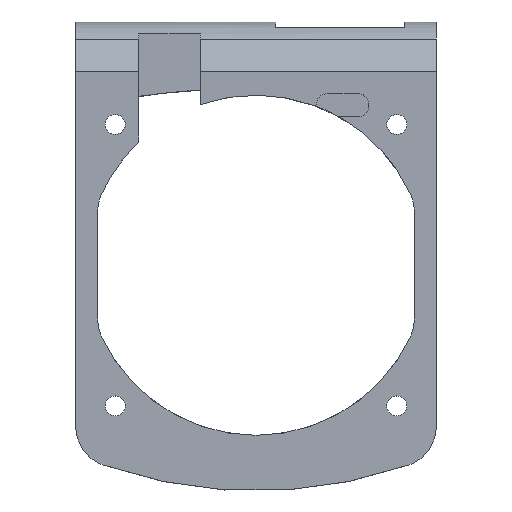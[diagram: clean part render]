
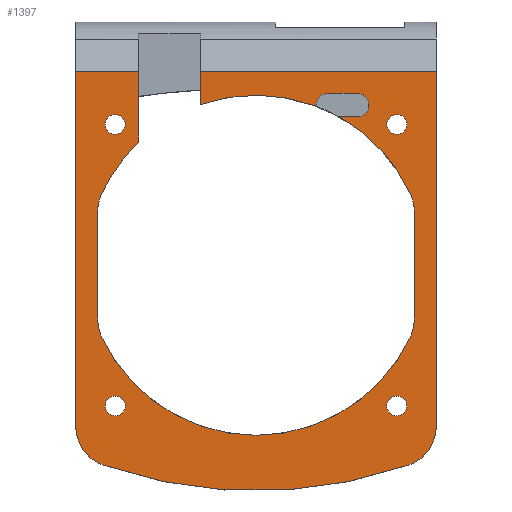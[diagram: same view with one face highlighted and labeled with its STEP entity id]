
A CAD part, top view. The second image highlights one B-rep face of the part: STEP entity #1397.
In plain terms, the highlighted planar face has unit normal (0, 0, 1).
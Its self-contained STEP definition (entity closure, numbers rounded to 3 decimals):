
#725 = EDGE_CURVE('',#726,#728,#730,.T.);
#726 = VERTEX_POINT('',#727);
#727 = CARTESIAN_POINT('',(-30.75,-27.47,0.));
#728 = VERTEX_POINT('',#729);
#729 = CARTESIAN_POINT('',(-30.75,33.1,0.));
#730 = LINE('',#731,#732);
#731 = CARTESIAN_POINT('',(-30.75,-27.47,0.));
#732 = VECTOR('',#733,1.);
#733 = DIRECTION('',(0.,1.,0.));
#907 = EDGE_CURVE('',#728,#908,#910,.T.);
#908 = VERTEX_POINT('',#909);
#909 = CARTESIAN_POINT('',(-20.,33.1,0.));
#910 = LINE('',#911,#912);
#911 = CARTESIAN_POINT('',(-30.75,33.1,0.));
#912 = VECTOR('',#913,1.);
#913 = DIRECTION('',(1.,0.,0.));
#933 = VERTEX_POINT('',#934);
#934 = CARTESIAN_POINT('',(-20.,21.,
    0.));
#940 = EDGE_CURVE('',#933,#908,#941,.T.);
#941 = LINE('',#942,#943);
#942 = CARTESIAN_POINT('',(-20.,0.,0.));
#943 = VECTOR('',#944,1.);
#944 = DIRECTION('',(0.,1.,0.));
#1014 = VERTEX_POINT('',#1015);
#1015 = CARTESIAN_POINT('',(-9.5,33.1,0.));
#1021 = EDGE_CURVE('',#1022,#1014,#1024,.T.);
#1022 = VERTEX_POINT('',#1023);
#1023 = CARTESIAN_POINT('',(-9.5,27.4,0.));
#1024 = LINE('',#1025,#1026);
#1025 = CARTESIAN_POINT('',(-9.5,0.,0.));
#1026 = VECTOR('',#1027,1.);
#1027 = DIRECTION('',(0.,1.,0.));
#1052 = EDGE_CURVE('',#1014,#1053,#1055,.T.);
#1053 = VERTEX_POINT('',#1054);
#1054 = CARTESIAN_POINT('',(30.75,33.1,0.));
#1055 = LINE('',#1056,#1057);
#1056 = CARTESIAN_POINT('',(-30.75,33.1,0.));
#1057 = VECTOR('',#1058,1.);
#1058 = DIRECTION('',(1.,0.,0.));
#1075 = EDGE_CURVE('',#1076,#1053,#1078,.T.);
#1076 = VERTEX_POINT('',#1077);
#1077 = CARTESIAN_POINT('',(30.75,-27.47,0.));
#1078 = LINE('',#1079,#1080);
#1079 = CARTESIAN_POINT('',(30.75,-27.47,0.));
#1080 = VECTOR('',#1081,1.);
#1081 = DIRECTION('',(0.,1.,0.));
#1397 = ADVANCED_FACE('',(#1398,#1551,#1562,#1573,#1584),#1595,.T.);
#1398 = FACE_BOUND('',#1399,.T.);
#1399 = EDGE_LOOP('',(#1400,#1401,#1410,#1419,#1426,#1427,#1428,#1429,
    #1438,#1447,#1455,#1464,#1472,#1481,#1490,#1498,#1507,#1516,#1525,
    #1533,#1542,#1549,#1550));
#1400 = ORIENTED_EDGE('',*,*,#725,.F.);
#1401 = ORIENTED_EDGE('',*,*,#1402,.T.);
#1402 = EDGE_CURVE('',#726,#1403,#1405,.T.);
#1403 = VERTEX_POINT('',#1404);
#1404 = CARTESIAN_POINT('',(-26.059,-34.078,0.));
#1405 = CIRCLE('',#1406,7.);
#1406 = AXIS2_PLACEMENT_3D('',#1407,#1408,#1409);
#1407 = CARTESIAN_POINT('',(-23.75,-27.47,0.));
#1408 = DIRECTION('',(0.,0.,1.));
#1409 = DIRECTION('',(1.,0.,0.));
#1410 = ORIENTED_EDGE('',*,*,#1411,.T.);
#1411 = EDGE_CURVE('',#1403,#1412,#1414,.T.);
#1412 = VERTEX_POINT('',#1413);
#1413 = CARTESIAN_POINT('',(26.059,-34.078,0.));
#1414 = CIRCLE('',#1415,79.);
#1415 = AXIS2_PLACEMENT_3D('',#1416,#1417,#1418);
#1416 = CARTESIAN_POINT('',(0.,40.5,0.));
#1417 = DIRECTION('',(0.,0.,1.));
#1418 = DIRECTION('',(1.,0.,0.));
#1419 = ORIENTED_EDGE('',*,*,#1420,.T.);
#1420 = EDGE_CURVE('',#1412,#1076,#1421,.T.);
#1421 = CIRCLE('',#1422,7.);
#1422 = AXIS2_PLACEMENT_3D('',#1423,#1424,#1425);
#1423 = CARTESIAN_POINT('',(23.75,-27.47,0.));
#1424 = DIRECTION('',(0.,0.,1.));
#1425 = DIRECTION('',(1.,0.,0.));
#1426 = ORIENTED_EDGE('',*,*,#1075,.T.);
#1427 = ORIENTED_EDGE('',*,*,#1052,.F.);
#1428 = ORIENTED_EDGE('',*,*,#1021,.F.);
#1429 = ORIENTED_EDGE('',*,*,#1430,.F.);
#1430 = EDGE_CURVE('',#1431,#1022,#1433,.T.);
#1431 = VERTEX_POINT('',#1432);
#1432 = CARTESIAN_POINT('',(10.258,27.125,
    0.));
#1433 = CIRCLE('',#1434,29.);
#1434 = AXIS2_PLACEMENT_3D('',#1435,#1436,#1437);
#1435 = CARTESIAN_POINT('',(0.,0.,0.));
#1436 = DIRECTION('',(0.,0.,1.));
#1437 = DIRECTION('',(1.,0.,0.));
#1438 = ORIENTED_EDGE('',*,*,#1439,.T.);
#1439 = EDGE_CURVE('',#1431,#1440,#1442,.T.);
#1440 = VERTEX_POINT('',#1441);
#1441 = CARTESIAN_POINT('',(12.25,29.3,0.));
#1442 = CIRCLE('',#1443,2.);
#1443 = AXIS2_PLACEMENT_3D('',#1444,#1445,#1446);
#1444 = CARTESIAN_POINT('',(12.25,27.3,0.));
#1445 = DIRECTION('',(0.,0.,-1.));
#1446 = DIRECTION('',(-1.,0.,0.));
#1447 = ORIENTED_EDGE('',*,*,#1448,.T.);
#1448 = EDGE_CURVE('',#1440,#1449,#1451,.T.);
#1449 = VERTEX_POINT('',#1450);
#1450 = CARTESIAN_POINT('',(17.25,29.3,0.));
#1451 = LINE('',#1452,#1453);
#1452 = CARTESIAN_POINT('',(12.25,29.3,0.));
#1453 = VECTOR('',#1454,1.);
#1454 = DIRECTION('',(1.,0.,0.));
#1455 = ORIENTED_EDGE('',*,*,#1456,.T.);
#1456 = EDGE_CURVE('',#1449,#1457,#1459,.T.);
#1457 = VERTEX_POINT('',#1458);
#1458 = CARTESIAN_POINT('',(17.25,25.3,0.));
#1459 = CIRCLE('',#1460,2.);
#1460 = AXIS2_PLACEMENT_3D('',#1461,#1462,#1463);
#1461 = CARTESIAN_POINT('',(17.25,27.3,0.));
#1462 = DIRECTION('',(0.,0.,-1.));
#1463 = DIRECTION('',(-1.,0.,0.));
#1464 = ORIENTED_EDGE('',*,*,#1465,.T.);
#1465 = EDGE_CURVE('',#1457,#1466,#1468,.T.);
#1466 = VERTEX_POINT('',#1467);
#1467 = CARTESIAN_POINT('',(14.174,25.3,0.));
#1468 = LINE('',#1469,#1470);
#1469 = CARTESIAN_POINT('',(17.25,25.3,0.));
#1470 = VECTOR('',#1471,1.);
#1471 = DIRECTION('',(-1.,0.,0.));
#1472 = ORIENTED_EDGE('',*,*,#1473,.F.);
#1473 = EDGE_CURVE('',#1474,#1466,#1476,.T.);
#1474 = VERTEX_POINT('',#1475);
#1475 = CARTESIAN_POINT('',(26.364,12.081,0.));
#1476 = CIRCLE('',#1477,29.);
#1477 = AXIS2_PLACEMENT_3D('',#1478,#1479,#1480);
#1478 = CARTESIAN_POINT('',(0.,0.,0.));
#1479 = DIRECTION('',(0.,0.,1.));
#1480 = DIRECTION('',(1.,0.,0.));
#1481 = ORIENTED_EDGE('',*,*,#1482,.F.);
#1482 = EDGE_CURVE('',#1483,#1474,#1485,.T.);
#1483 = VERTEX_POINT('',#1484);
#1484 = CARTESIAN_POINT('',(27.,9.165,0.));
#1485 = CIRCLE('',#1486,7.);
#1486 = AXIS2_PLACEMENT_3D('',#1487,#1488,#1489);
#1487 = CARTESIAN_POINT('',(20.,9.165,0.));
#1488 = DIRECTION('',(0.,0.,1.));
#1489 = DIRECTION('',(1.,0.,0.));
#1490 = ORIENTED_EDGE('',*,*,#1491,.F.);
#1491 = EDGE_CURVE('',#1492,#1483,#1494,.T.);
#1492 = VERTEX_POINT('',#1493);
#1493 = CARTESIAN_POINT('',(27.,-9.165,0.));
#1494 = LINE('',#1495,#1496);
#1495 = CARTESIAN_POINT('',(27.,-9.165,0.));
#1496 = VECTOR('',#1497,1.);
#1497 = DIRECTION('',(0.,1.,0.));
#1498 = ORIENTED_EDGE('',*,*,#1499,.F.);
#1499 = EDGE_CURVE('',#1500,#1492,#1502,.T.);
#1500 = VERTEX_POINT('',#1501);
#1501 = CARTESIAN_POINT('',(26.364,-12.081,0.));
#1502 = CIRCLE('',#1503,7.);
#1503 = AXIS2_PLACEMENT_3D('',#1504,#1505,#1506);
#1504 = CARTESIAN_POINT('',(20.,-9.165,0.));
#1505 = DIRECTION('',(0.,0.,1.));
#1506 = DIRECTION('',(1.,0.,0.));
#1507 = ORIENTED_EDGE('',*,*,#1508,.F.);
#1508 = EDGE_CURVE('',#1509,#1500,#1511,.T.);
#1509 = VERTEX_POINT('',#1510);
#1510 = CARTESIAN_POINT('',(-26.364,-12.081,0.));
#1511 = CIRCLE('',#1512,29.);
#1512 = AXIS2_PLACEMENT_3D('',#1513,#1514,#1515);
#1513 = CARTESIAN_POINT('',(0.,0.,0.));
#1514 = DIRECTION('',(0.,0.,1.));
#1515 = DIRECTION('',(1.,0.,0.));
#1516 = ORIENTED_EDGE('',*,*,#1517,.F.);
#1517 = EDGE_CURVE('',#1518,#1509,#1520,.T.);
#1518 = VERTEX_POINT('',#1519);
#1519 = CARTESIAN_POINT('',(-27.,-9.165,0.));
#1520 = CIRCLE('',#1521,7.);
#1521 = AXIS2_PLACEMENT_3D('',#1522,#1523,#1524);
#1522 = CARTESIAN_POINT('',(-20.,-9.165,0.));
#1523 = DIRECTION('',(0.,0.,1.));
#1524 = DIRECTION('',(1.,0.,0.));
#1525 = ORIENTED_EDGE('',*,*,#1526,.F.);
#1526 = EDGE_CURVE('',#1527,#1518,#1529,.T.);
#1527 = VERTEX_POINT('',#1528);
#1528 = CARTESIAN_POINT('',(-27.,9.165,0.));
#1529 = LINE('',#1530,#1531);
#1530 = CARTESIAN_POINT('',(-27.,9.165,0.));
#1531 = VECTOR('',#1532,1.);
#1532 = DIRECTION('',(0.,-1.,0.));
#1533 = ORIENTED_EDGE('',*,*,#1534,.F.);
#1534 = EDGE_CURVE('',#1535,#1527,#1537,.T.);
#1535 = VERTEX_POINT('',#1536);
#1536 = CARTESIAN_POINT('',(-26.364,12.081,0.));
#1537 = CIRCLE('',#1538,7.);
#1538 = AXIS2_PLACEMENT_3D('',#1539,#1540,#1541);
#1539 = CARTESIAN_POINT('',(-20.,9.165,0.));
#1540 = DIRECTION('',(0.,0.,1.));
#1541 = DIRECTION('',(1.,0.,0.));
#1542 = ORIENTED_EDGE('',*,*,#1543,.F.);
#1543 = EDGE_CURVE('',#933,#1535,#1544,.T.);
#1544 = CIRCLE('',#1545,29.);
#1545 = AXIS2_PLACEMENT_3D('',#1546,#1547,#1548);
#1546 = CARTESIAN_POINT('',(0.,0.,0.));
#1547 = DIRECTION('',(0.,0.,1.));
#1548 = DIRECTION('',(1.,0.,0.));
#1549 = ORIENTED_EDGE('',*,*,#940,.T.);
#1550 = ORIENTED_EDGE('',*,*,#907,.F.);
#1551 = FACE_BOUND('',#1552,.T.);
#1552 = EDGE_LOOP('',(#1553));
#1553 = ORIENTED_EDGE('',*,*,#1554,.F.);
#1554 = EDGE_CURVE('',#1555,#1555,#1557,.T.);
#1555 = VERTEX_POINT('',#1556);
#1556 = CARTESIAN_POINT('',(-22.3,-24.,0.));
#1557 = CIRCLE('',#1558,1.7);
#1558 = AXIS2_PLACEMENT_3D('',#1559,#1560,#1561);
#1559 = CARTESIAN_POINT('',(-24.,-24.,0.));
#1560 = DIRECTION('',(0.,0.,1.));
#1561 = DIRECTION('',(1.,0.,0.));
#1562 = FACE_BOUND('',#1563,.T.);
#1563 = EDGE_LOOP('',(#1564));
#1564 = ORIENTED_EDGE('',*,*,#1565,.F.);
#1565 = EDGE_CURVE('',#1566,#1566,#1568,.T.);
#1566 = VERTEX_POINT('',#1567);
#1567 = CARTESIAN_POINT('',(22.3,-24.,0.));
#1568 = CIRCLE('',#1569,1.7);
#1569 = AXIS2_PLACEMENT_3D('',#1570,#1571,#1572);
#1570 = CARTESIAN_POINT('',(24.,-24.,0.));
#1571 = DIRECTION('',(0.,0.,1.));
#1572 = DIRECTION('',(-1.,0.,0.));
#1573 = FACE_BOUND('',#1574,.T.);
#1574 = EDGE_LOOP('',(#1575));
#1575 = ORIENTED_EDGE('',*,*,#1576,.F.);
#1576 = EDGE_CURVE('',#1577,#1577,#1579,.T.);
#1577 = VERTEX_POINT('',#1578);
#1578 = CARTESIAN_POINT('',(-22.3,24.,0.));
#1579 = CIRCLE('',#1580,1.7);
#1580 = AXIS2_PLACEMENT_3D('',#1581,#1582,#1583);
#1581 = CARTESIAN_POINT('',(-24.,24.,0.));
#1582 = DIRECTION('',(0.,0.,1.));
#1583 = DIRECTION('',(1.,0.,0.));
#1584 = FACE_BOUND('',#1585,.T.);
#1585 = EDGE_LOOP('',(#1586));
#1586 = ORIENTED_EDGE('',*,*,#1587,.F.);
#1587 = EDGE_CURVE('',#1588,#1588,#1590,.T.);
#1588 = VERTEX_POINT('',#1589);
#1589 = CARTESIAN_POINT('',(22.3,24.,0.));
#1590 = CIRCLE('',#1591,1.7);
#1591 = AXIS2_PLACEMENT_3D('',#1592,#1593,#1594);
#1592 = CARTESIAN_POINT('',(24.,24.,0.));
#1593 = DIRECTION('',(0.,0.,1.));
#1594 = DIRECTION('',(-1.,0.,0.));
#1595 = PLANE('',#1596);
#1596 = AXIS2_PLACEMENT_3D('',#1597,#1598,#1599);
#1597 = CARTESIAN_POINT('',(0.,-0.412,0.));
#1598 = DIRECTION('',(0.,0.,1.));
#1599 = DIRECTION('',(1.,0.,0.));
